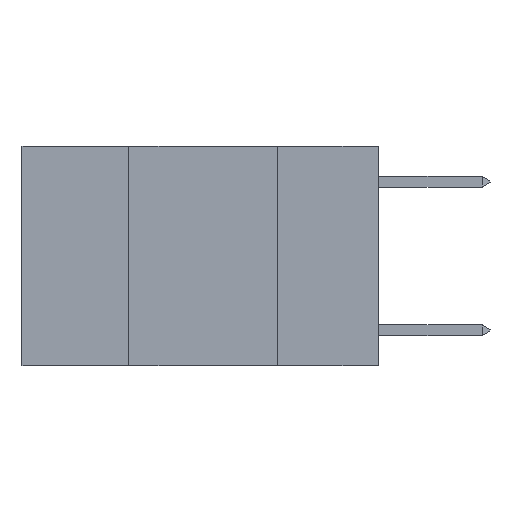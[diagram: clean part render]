
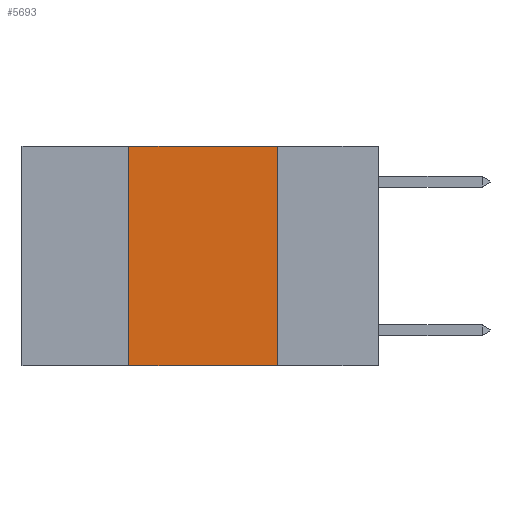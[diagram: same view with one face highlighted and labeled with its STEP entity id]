
A CAD part, left-side view. The second image highlights one B-rep face of the part: STEP entity #5693.
In plain terms, the highlighted planar face has unit normal (-1, 0, 0).
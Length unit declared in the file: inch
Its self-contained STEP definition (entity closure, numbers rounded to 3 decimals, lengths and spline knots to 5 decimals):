
#906 = VECTOR ( 'NONE', #2897, 39.37008 ) ;
#1593 = VERTEX_POINT ( 'NONE', #4314 ) ;
#1636 = DIRECTION ( 'NONE',  ( 1., 0., 0. ) ) ;
#1922 = EDGE_CURVE ( 'NONE', #4871, #7865, #3705, .T. ) ;
#2575 = CARTESIAN_POINT ( 'NONE',  ( 0., 0.17, 0. ) ) ;
#2676 = LINE ( 'NONE', #2575, #7283 ) ;
#2897 = DIRECTION ( 'NONE',  ( 0., 0., 1. ) ) ;
#3370 = ORIENTED_EDGE ( 'NONE', *, *, #10538, .T. ) ;
#3705 = LINE ( 'NONE', #8045, #906 ) ;
#3788 = VECTOR ( 'NONE', #10160, 39.37008 ) ;
#3849 = CARTESIAN_POINT ( 'NONE',  ( 0., 0.17, 0. ) ) ;
#3981 = CARTESIAN_POINT ( 'NONE',  ( 0., 0.42, 0. ) ) ;
#4006 = CARTESIAN_POINT ( 'NONE',  ( 0., 0.6, -0.37 ) ) ;
#4297 = VERTEX_POINT ( 'NONE', #3849 ) ;
#4314 = CARTESIAN_POINT ( 'NONE',  ( 0., 0.17, -0.37 ) ) ;
#4622 = EDGE_CURVE ( 'NONE', #4297, #1593, #2676, .T. ) ;
#4731 = LINE ( 'NONE', #9758, #9833 ) ;
#4871 = VERTEX_POINT ( 'NONE', #8396 ) ;
#5070 = AXIS2_PLACEMENT_3D ( 'NONE', #8302, #1636, #5831 ) ;
#5125 = ORIENTED_EDGE ( 'NONE', *, *, #8346, .F. ) ;
#5655 = DIRECTION ( 'NONE',  ( 0., -1., 0. ) ) ;
#5693 = ADVANCED_FACE ( 'NONE', ( #8242 ), #9991, .F. ) ;
#5831 = DIRECTION ( 'NONE',  ( 0., 0., -1. ) ) ;
#5858 = ORIENTED_EDGE ( 'NONE', *, *, #4622, .F. ) ;
#6790 = EDGE_LOOP ( 'NONE', ( #5858, #5125, #8371, #3370 ) ) ;
#7283 = VECTOR ( 'NONE', #9418, 39.37008 ) ;
#7865 = VERTEX_POINT ( 'NONE', #3981 ) ;
#8045 = CARTESIAN_POINT ( 'NONE',  ( 0., 0.42, 0. ) ) ;
#8242 = FACE_OUTER_BOUND ( 'NONE', #6790, .T. ) ;
#8302 = CARTESIAN_POINT ( 'NONE',  ( 0., 0.6, 0. ) ) ;
#8346 = EDGE_CURVE ( 'NONE', #7865, #4297, #4731, .T. ) ;
#8371 = ORIENTED_EDGE ( 'NONE', *, *, #1922, .F. ) ;
#8396 = CARTESIAN_POINT ( 'NONE',  ( 0., 0.42, -0.37 ) ) ;
#9418 = DIRECTION ( 'NONE',  ( 0., 0., -1. ) ) ;
#9758 = CARTESIAN_POINT ( 'NONE',  ( 0., 0.6, 0. ) ) ;
#9833 = VECTOR ( 'NONE', #5655, 39.37008 ) ;
#9954 = LINE ( 'NONE', #4006, #3788 ) ;
#9991 = PLANE ( 'NONE',  #5070 ) ;
#10160 = DIRECTION ( 'NONE',  ( 0., -1., 0. ) ) ;
#10538 = EDGE_CURVE ( 'NONE', #4871, #1593, #9954, .T. ) ;
